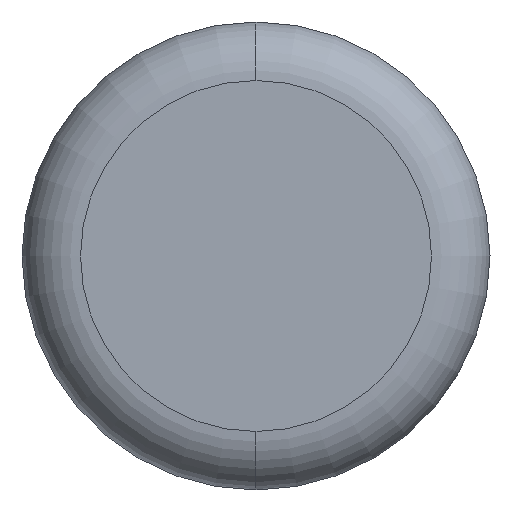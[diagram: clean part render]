
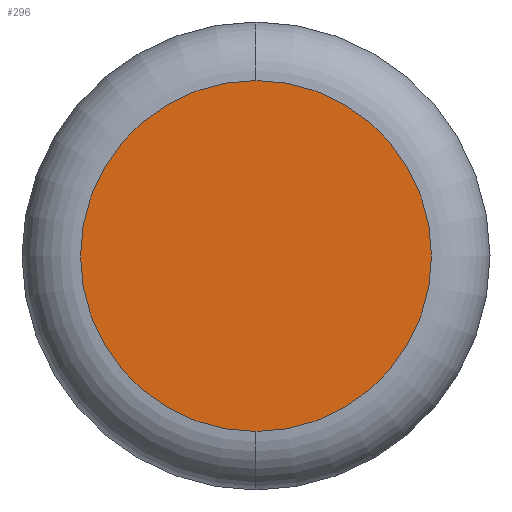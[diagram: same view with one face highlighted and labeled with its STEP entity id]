
A CAD part, front view. The second image highlights one B-rep face of the part: STEP entity #296.
In plain terms, the highlighted planar face has unit normal (0, -1, 0).
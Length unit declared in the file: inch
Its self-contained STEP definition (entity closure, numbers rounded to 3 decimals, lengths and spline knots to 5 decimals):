
#4 = DIRECTION ( 'NONE',  ( 0., 0., -1. ) ) ;
#11 = AXIS2_PLACEMENT_3D ( 'NONE', #368, #534, #151 ) ;
#68 = CIRCLE ( 'NONE', #11, 0.375 ) ;
#75 = ORIENTED_EDGE ( 'NONE', *, *, #361, .T. ) ;
#126 = DIRECTION ( 'NONE',  ( 0., -1., 0. ) ) ;
#131 = DIRECTION ( 'NONE',  ( 0., 0., -1. ) ) ;
#132 = CIRCLE ( 'NONE', #218, 0.375 ) ;
#151 = DIRECTION ( 'NONE',  ( 0., 0., -1. ) ) ;
#210 = CARTESIAN_POINT ( 'NONE',  ( 0., 0., 0.375 ) ) ;
#218 = AXIS2_PLACEMENT_3D ( 'NONE', #382, #126, #4 ) ;
#229 = EDGE_CURVE ( 'NONE', #294, #342, #68, .T. ) ;
#248 = CARTESIAN_POINT ( 'NONE',  ( 0., 0., 0. ) ) ;
#255 = FACE_OUTER_BOUND ( 'NONE', #337, .T. ) ;
#294 = VERTEX_POINT ( 'NONE', #210 ) ;
#296 = ADVANCED_FACE ( 'NONE', ( #255 ), #517, .T. ) ;
#298 = CARTESIAN_POINT ( 'NONE',  ( 0., 0., -0.375 ) ) ;
#337 = EDGE_LOOP ( 'NONE', ( #75, #381 ) ) ;
#342 = VERTEX_POINT ( 'NONE', #298 ) ;
#349 = DIRECTION ( 'NONE',  ( 0., -1., 0. ) ) ;
#361 = EDGE_CURVE ( 'NONE', #342, #294, #132, .T. ) ;
#368 = CARTESIAN_POINT ( 'NONE',  ( 0., 0., 0. ) ) ;
#381 = ORIENTED_EDGE ( 'NONE', *, *, #229, .T. ) ;
#382 = CARTESIAN_POINT ( 'NONE',  ( 0., 0., 0. ) ) ;
#471 = AXIS2_PLACEMENT_3D ( 'NONE', #248, #349, #131 ) ;
#517 = PLANE ( 'NONE',  #471 ) ;
#534 = DIRECTION ( 'NONE',  ( 0., -1., 0. ) ) ;
